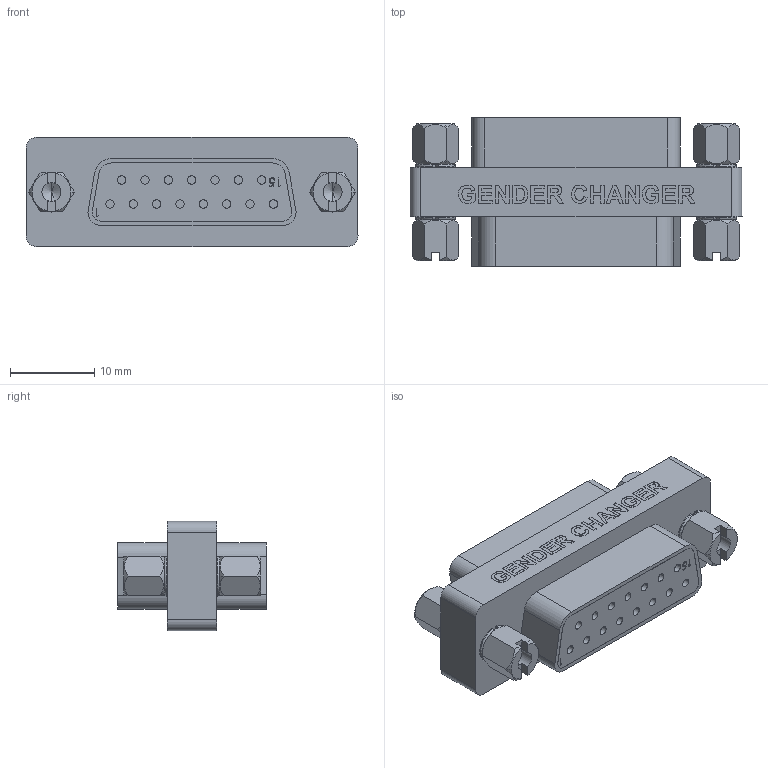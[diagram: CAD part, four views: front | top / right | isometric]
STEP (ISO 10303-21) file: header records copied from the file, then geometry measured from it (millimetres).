
FILE_DESCRIPTION (( 'STEP AP203' ), '1' );
FILE_NAME ('DGB15F.STEP', '2006-06-23T18:34:55', ( 'lcom' ), ( 'lcom' ), 'SwSTEP 2.0', 'SolidWorks 2006004', '' );
FILE_SCHEMA (( 'CONFIG_CONTROL_DESIGN' ));
Length unit declared in the file: inch
Products named in the file (5): 3AA06-001; SD15S_Without Mounting Flange and Solder Cups; DGB15F-MA1; DGB15F; 3AA05-002
Assembly tree (7 placements, depth 2):
  DGB15F
    3AA06-001  x2
    SD15S_Without Mounting Flange and Solder Cups  x2
    DGB15F-MA1
    3AA05-002  x2
Bounding box: 39.37 x 17.65 x 12.95 mm (x, y, z)
Volume: 5276.1 mm3; surface area: 4484 mm2
Topology: 7 solids, 7 shells, 689 faces, 1706 edges, 1098 vertices
Faces by surface type: plane 343, cylinder 144, bspline 114, cone 56, sphere 20, torus 12
Entity records: 25465 total; most frequent: CARTESIAN_POINT 12987, ORIENTED_EDGE 2604, DIRECTION 2152, EDGE_CURVE 1302, VERTEX_POINT 847, LINE 832, VECTOR 832, AXIS2_PLACEMENT_3D 660
